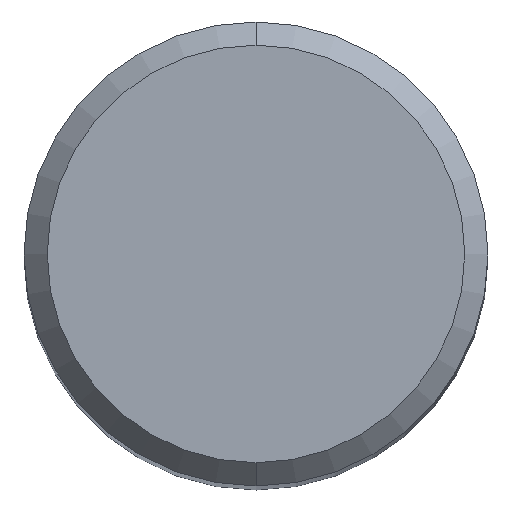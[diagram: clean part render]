
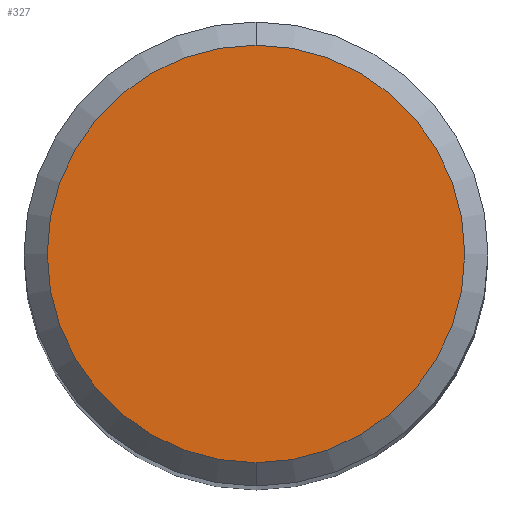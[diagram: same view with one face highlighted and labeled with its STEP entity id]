
A CAD part, top view. The second image highlights one B-rep face of the part: STEP entity #327.
In plain terms, the highlighted planar face has unit normal (0, 0, 1).
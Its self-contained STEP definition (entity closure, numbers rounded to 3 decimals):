
#217=EDGE_CURVE('',#263,#353,#536,.T.);
#261=EDGE_CURVE('',#353,#263,#584,.T.);
#263=VERTEX_POINT('',#586);
#327=ADVANCED_FACE('',(#659),#660,.T.);
#353=VERTEX_POINT('',#688);
#536=CIRCLE('',#894,3.6);
#584=CIRCLE('',#1021,3.6);
#586=CARTESIAN_POINT('',(0.0,3.6,0.0));
#659=FACE_OUTER_BOUND('',#1150,.T.);
#660=PLANE('',#1151);
#688=CARTESIAN_POINT('',(0.,-3.6,0.0));
#894=AXIS2_PLACEMENT_3D('',#1536,#1537,#1538);
#1021=AXIS2_PLACEMENT_3D('',#1578,#1579,#1580);
#1150=EDGE_LOOP('',(#1678,#1679));
#1151=AXIS2_PLACEMENT_3D('',#1680,#1681,#1682);
#1536=CARTESIAN_POINT('',(0.0,0.0,0.0));
#1537=DIRECTION('',(0.0,0.0,-1.0));
#1538=DIRECTION('',(0.0,1.0,0.0));
#1578=CARTESIAN_POINT('',(0.0,0.0,0.0));
#1579=DIRECTION('',(0.0,0.0,-1.0));
#1580=DIRECTION('',(0.0,1.0,0.0));
#1678=ORIENTED_EDGE('',*,*,#217,.F.);
#1679=ORIENTED_EDGE('',*,*,#261,.F.);
#1680=CARTESIAN_POINT('',(0.0,1.8,0.0));
#1681=DIRECTION('',(-0.0,0.0,1.0));
#1682=DIRECTION('',(0.0,-1.0,0.0));
